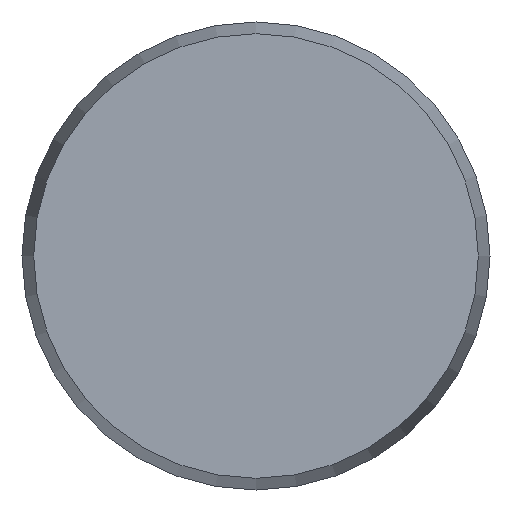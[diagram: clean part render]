
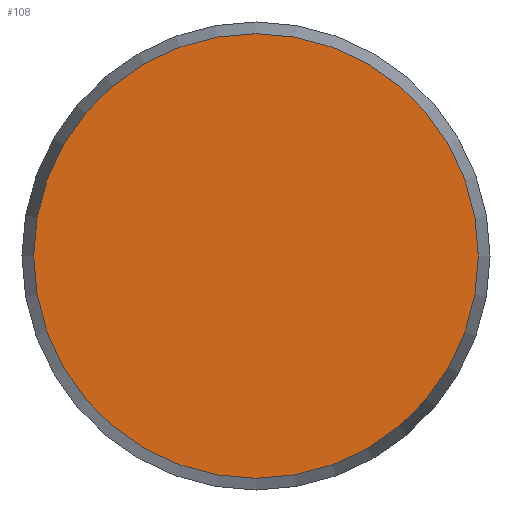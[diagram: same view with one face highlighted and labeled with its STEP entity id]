
A CAD part, front view. The second image highlights one B-rep face of the part: STEP entity #108.
In plain terms, the highlighted planar face has unit normal (0, -1, 0).
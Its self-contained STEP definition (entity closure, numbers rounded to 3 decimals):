
#108 = ADVANCED_FACE( '', ( #235 ), #236, .F. );
#235 = FACE_OUTER_BOUND( '', #376, .T. );
#236 = PLANE( '', #377 );
#376 = EDGE_LOOP( '', ( #609 ) );
#377 = AXIS2_PLACEMENT_3D( '', #610, #611, #612 );
#609 = ORIENTED_EDGE( '', *, *, #773, .T. );
#610 = CARTESIAN_POINT( '', ( 28.5, 0., 0. ) );
#611 = DIRECTION( '', ( 0., 1., 0. ) );
#612 = DIRECTION( '', ( 0., 0., 1. ) );
#773 = EDGE_CURVE( '', #905, #905, #906, .T. );
#905 = VERTEX_POINT( '', #1136 );
#906 = CIRCLE( '', #1137, 28.5 );
#1136 = CARTESIAN_POINT( '', ( 0., 0., -28.5 ) );
#1137 = AXIS2_PLACEMENT_3D( '', #1378, #1379, #1380 );
#1378 = CARTESIAN_POINT( '', ( 0., 0., 0. ) );
#1379 = DIRECTION( '', ( 0., -1., 0. ) );
#1380 = DIRECTION( '', ( 0., 0., -1. ) );
